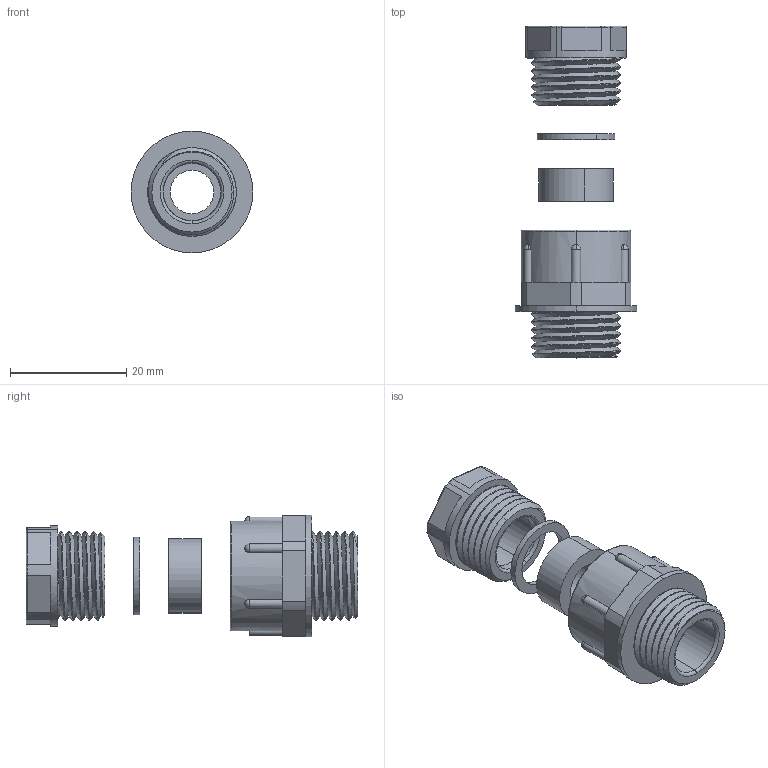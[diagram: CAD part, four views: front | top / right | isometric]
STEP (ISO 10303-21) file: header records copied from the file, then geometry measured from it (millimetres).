
FILE_DESCRIPTION (( 'STEP AP203' ), '1' );
FILE_NAME ('3597.STEP', '2025-08-06T15:22:39', ( '' ), ( '' ), 'SwSTEP 2.0', 'SolidWorks 2022', '' );
FILE_SCHEMA (( 'CONFIG_CONTROL_DESIGN' ));
Length unit declared in the file: millimetre
Products named in the file (5): 3597_4; 3597_2; 3597_1; 3597; 3597_3
Assembly tree (4 placements, depth 2):
  3597
    3597_1
    3597_2
    3597_3
    3597_4
Bounding box: 21 x 57.2 x 21 mm (x, y, z)
Volume: 4485.9 mm3; surface area: 5284.1 mm2
Topology: 4 solids, 4 shells, 164 faces, 439 edges, 288 vertices
Faces by surface type: cylinder 84, plane 40, torus 17, sphere 9, cone 8, bspline 6
Entity records: 9582 total; most frequent: CARTESIAN_POINT 5286, ORIENTED_EDGE 834, DIRECTION 775, EDGE_CURVE 417, AXIS2_PLACEMENT_3D 315, VERTEX_POINT 268, EDGE_LOOP 179, FACE_OUTER_BOUND 164
